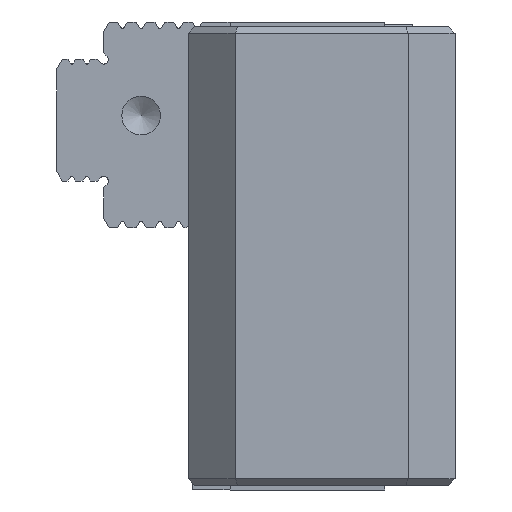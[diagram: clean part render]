
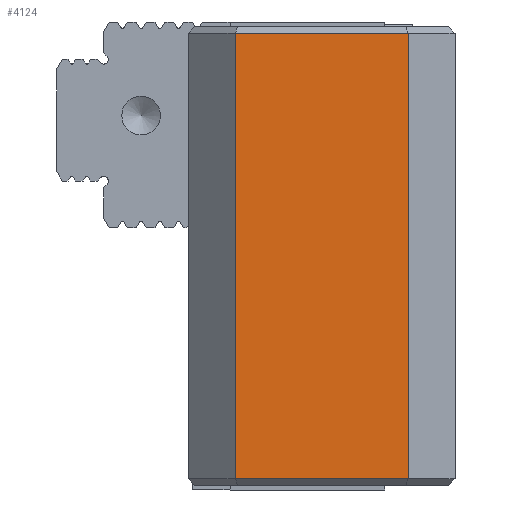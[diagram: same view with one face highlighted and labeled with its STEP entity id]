
A CAD part, left-side view. The second image highlights one B-rep face of the part: STEP entity #4124.
In plain terms, the highlighted planar face has unit normal (-1, 0, 0).
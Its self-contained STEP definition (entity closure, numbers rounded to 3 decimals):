
#3696=CARTESIAN_POINT('',(-52.521,8.543,37.285));
#3697=VERTEX_POINT('',#3696);
#3727=CARTESIAN_POINT('',(-52.521,27.043,37.285));
#3728=VERTEX_POINT('',#3727);
#3735=CARTESIAN_POINT('',(-52.521,27.043,37.285));
#3736=DIRECTION('',(0.0,-1.0,0.0));
#3737=VECTOR('',#3736,18.5);
#3738=LINE('',#3735,#3737);
#3739=EDGE_CURVE('',#3728,#3697,#3738,.T.);
#3974=CARTESIAN_POINT('',(-52.521,27.043,-10.315));
#3975=VERTEX_POINT('',#3974);
#4005=CARTESIAN_POINT('',(-52.521,8.543,-10.315));
#4006=VERTEX_POINT('',#4005);
#4013=CARTESIAN_POINT('',(-52.521,8.543,-10.315));
#4014=DIRECTION('',(0.0,1.0,0.0));
#4015=VECTOR('',#4014,18.5);
#4016=LINE('',#4013,#4015);
#4017=EDGE_CURVE('',#4006,#3975,#4016,.T.);
#4099=CARTESIAN_POINT('',(-52.521,27.043,37.285));
#4100=DIRECTION('',(0.0,0.0,-1.0));
#4101=VECTOR('',#4100,47.6);
#4102=LINE('',#4099,#4101);
#4103=EDGE_CURVE('',#3728,#3975,#4102,.T.);
#4108=CARTESIAN_POINT('',(-52.521,27.043,37.985));
#4109=DIRECTION('',(-1.0,0.0,0.0));
#4110=DIRECTION('',(0.0,0.0,-1.0));
#4111=AXIS2_PLACEMENT_3D('',#4108,#4109,#4110);
#4112=PLANE('',#4111);
#4113=ORIENTED_EDGE('',*,*,#3739,.F.);
#4114=ORIENTED_EDGE('',*,*,#4103,.T.);
#4115=ORIENTED_EDGE('',*,*,#4017,.F.);
#4116=CARTESIAN_POINT('',(-52.521,8.543,37.285));
#4117=DIRECTION('',(0.0,0.0,-1.0));
#4118=VECTOR('',#4117,47.6);
#4119=LINE('',#4116,#4118);
#4120=EDGE_CURVE('',#3697,#4006,#4119,.T.);
#4121=ORIENTED_EDGE('',*,*,#4120,.F.);
#4122=EDGE_LOOP('',(#4113,#4114,#4115,#4121));
#4123=FACE_OUTER_BOUND('',#4122,.T.);
#4124=ADVANCED_FACE('',(#4123),#4112,.T.);
